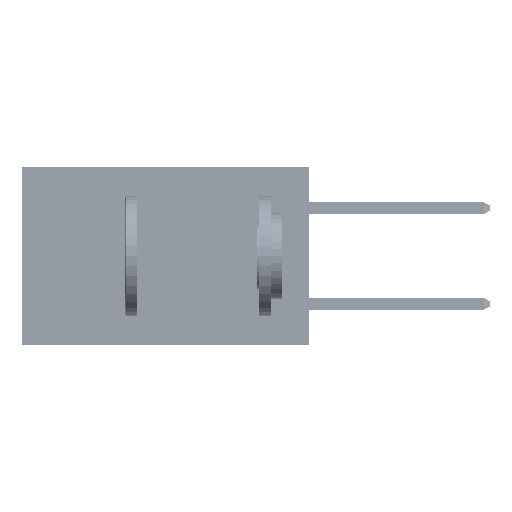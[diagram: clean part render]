
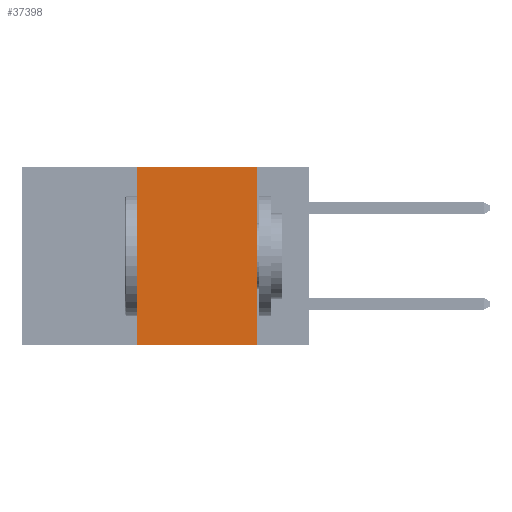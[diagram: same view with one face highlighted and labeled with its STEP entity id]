
A CAD part, left-side view. The second image highlights one B-rep face of the part: STEP entity #37398.
In plain terms, the highlighted planar face has unit normal (-1, 0, 0).
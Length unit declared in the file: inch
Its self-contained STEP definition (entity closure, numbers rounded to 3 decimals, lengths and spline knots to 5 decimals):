
#632 = ORIENTED_EDGE ( 'NONE', *, *, #46520, .T. ) ;
#1333 = DIRECTION ( 'NONE',  ( 1., 0., 0. ) ) ;
#2439 = CARTESIAN_POINT ( 'NONE',  ( 0., 0.36, 0. ) ) ;
#2751 = LINE ( 'NONE', #40237, #44749 ) ;
#4455 = EDGE_CURVE ( 'NONE', #41589, #6031, #51230, .T. ) ;
#5473 = CARTESIAN_POINT ( 'NONE',  ( 0., 0.11, 0. ) ) ;
#5919 = VERTEX_POINT ( 'NONE', #5473 ) ;
#6031 = VERTEX_POINT ( 'NONE', #2439 ) ;
#7342 = DIRECTION ( 'NONE',  ( 0., -1., 0. ) ) ;
#9936 = VECTOR ( 'NONE', #17382, 39.37008 ) ;
#11194 = DIRECTION ( 'NONE',  ( 0., 0., -1. ) ) ;
#12289 = CARTESIAN_POINT ( 'NONE',  ( 0., 0.6, 0. ) ) ;
#13521 = ORIENTED_EDGE ( 'NONE', *, *, #4455, .F. ) ;
#15285 = EDGE_LOOP ( 'NONE', ( #47151, #28348, #13521, #632 ) ) ;
#15455 = VERTEX_POINT ( 'NONE', #39724 ) ;
#16936 = DIRECTION ( 'NONE',  ( 0., 0., -1. ) ) ;
#17382 = DIRECTION ( 'NONE',  ( 0., -1., 0. ) ) ;
#18124 = LINE ( 'NONE', #46008, #9936 ) ;
#18667 = EDGE_CURVE ( 'NONE', #6031, #5919, #18124, .T. ) ;
#21328 = VECTOR ( 'NONE', #11194, 39.37008 ) ;
#28348 = ORIENTED_EDGE ( 'NONE', *, *, #18667, .F. ) ;
#28405 = VECTOR ( 'NONE', #41560, 39.37008 ) ;
#31644 = CARTESIAN_POINT ( 'NONE',  ( 0., 0.11, 0. ) ) ;
#31703 = FACE_OUTER_BOUND ( 'NONE', #15285, .T. ) ;
#32349 = EDGE_CURVE ( 'NONE', #5919, #15455, #49911, .T. ) ;
#37398 = ADVANCED_FACE ( 'NONE', ( #31703 ), #45912, .F. ) ;
#37626 = CARTESIAN_POINT ( 'NONE',  ( 0., 0.36, 0. ) ) ;
#39724 = CARTESIAN_POINT ( 'NONE',  ( 0., 0.11, -0.37 ) ) ;
#40237 = CARTESIAN_POINT ( 'NONE',  ( 0., 0.6, -0.37 ) ) ;
#40679 = AXIS2_PLACEMENT_3D ( 'NONE', #12289, #1333, #16936 ) ;
#41560 = DIRECTION ( 'NONE',  ( 0., 0., 1. ) ) ;
#41589 = VERTEX_POINT ( 'NONE', #44891 ) ;
#44749 = VECTOR ( 'NONE', #7342, 39.37008 ) ;
#44891 = CARTESIAN_POINT ( 'NONE',  ( 0., 0.36, -0.37 ) ) ;
#45912 = PLANE ( 'NONE',  #40679 ) ;
#46008 = CARTESIAN_POINT ( 'NONE',  ( 0., 0.6, 0. ) ) ;
#46520 = EDGE_CURVE ( 'NONE', #41589, #15455, #2751, .T. ) ;
#47151 = ORIENTED_EDGE ( 'NONE', *, *, #32349, .F. ) ;
#49911 = LINE ( 'NONE', #31644, #21328 ) ;
#51230 = LINE ( 'NONE', #37626, #28405 ) ;
